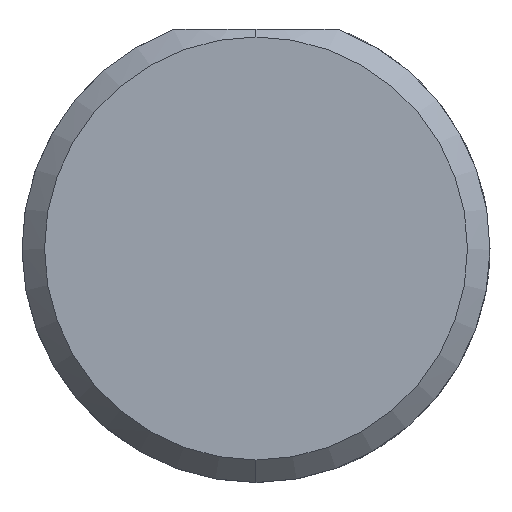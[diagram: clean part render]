
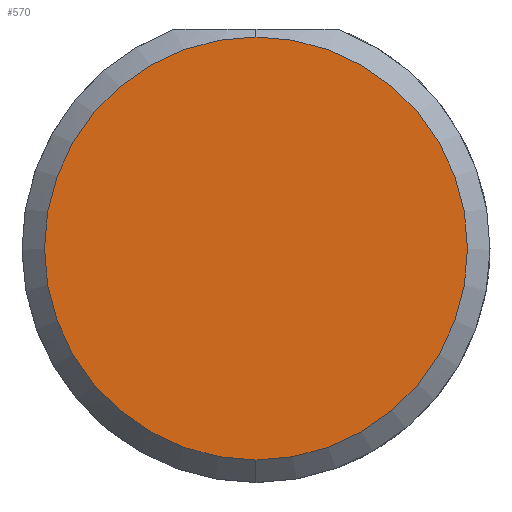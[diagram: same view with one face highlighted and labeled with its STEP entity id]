
A CAD part, left-side view. The second image highlights one B-rep face of the part: STEP entity #570.
In plain terms, the highlighted planar face has unit normal (-1, 0, 0).
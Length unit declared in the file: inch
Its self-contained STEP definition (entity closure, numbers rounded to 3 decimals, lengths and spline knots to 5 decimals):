
#10 = CARTESIAN_POINT ( 'NONE',  ( 0., 0., -0.1411 ) ) ;
#18 = AXIS2_PLACEMENT_3D ( 'NONE', #264, #471, #423 ) ;
#111 = PLANE ( 'NONE',  #18 ) ;
#115 = DIRECTION ( 'NONE',  ( -1., 0., 0. ) ) ;
#161 = EDGE_LOOP ( 'NONE', ( #590, #529 ) ) ;
#264 = CARTESIAN_POINT ( 'NONE',  ( 0., 0., 0. ) ) ;
#306 = CIRCLE ( 'NONE', #532, 0.1411 ) ;
#314 = EDGE_CURVE ( 'NONE', #315, #352, #306, .T. ) ;
#315 = VERTEX_POINT ( 'NONE', #325 ) ;
#325 = CARTESIAN_POINT ( 'NONE',  ( 0., 0., 0.1411 ) ) ;
#328 = CIRCLE ( 'NONE', #566, 0.1411 ) ;
#352 = VERTEX_POINT ( 'NONE', #10 ) ;
#423 = DIRECTION ( 'NONE',  ( 0., 0., -1. ) ) ;
#467 = EDGE_CURVE ( 'NONE', #352, #315, #328, .T. ) ;
#471 = DIRECTION ( 'NONE',  ( 1., 0., 0. ) ) ;
#529 = ORIENTED_EDGE ( 'NONE', *, *, #314, .T. ) ;
#532 = AXIS2_PLACEMENT_3D ( 'NONE', #596, #115, #602 ) ;
#566 = AXIS2_PLACEMENT_3D ( 'NONE', #682, #671, #631 ) ;
#570 = ADVANCED_FACE ( 'NONE', ( #637 ), #111, .F. ) ;
#590 = ORIENTED_EDGE ( 'NONE', *, *, #467, .T. ) ;
#596 = CARTESIAN_POINT ( 'NONE',  ( 0., 0., 0. ) ) ;
#602 = DIRECTION ( 'NONE',  ( 0., 0., -1. ) ) ;
#631 = DIRECTION ( 'NONE',  ( 0., 0., -1. ) ) ;
#637 = FACE_OUTER_BOUND ( 'NONE', #161, .T. ) ;
#671 = DIRECTION ( 'NONE',  ( -1., 0., 0. ) ) ;
#682 = CARTESIAN_POINT ( 'NONE',  ( 0., 0., 0. ) ) ;
